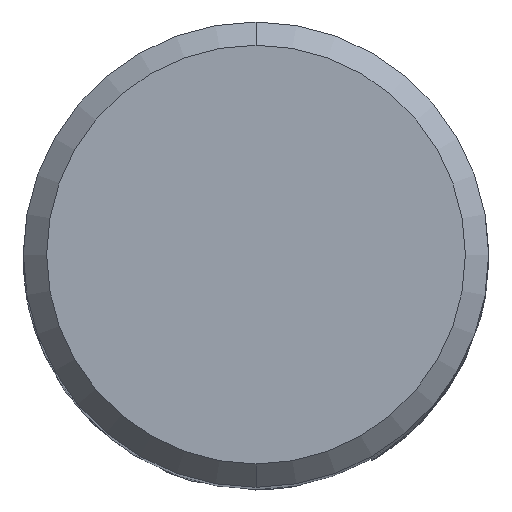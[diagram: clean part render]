
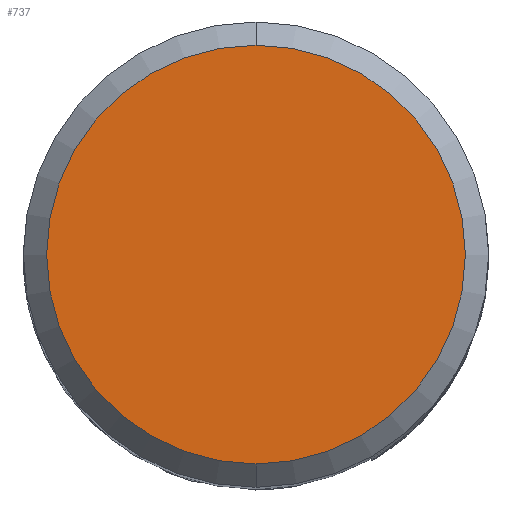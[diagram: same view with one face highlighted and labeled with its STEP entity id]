
A CAD part, top view. The second image highlights one B-rep face of the part: STEP entity #737.
In plain terms, the highlighted planar face has unit normal (0, 0, 1).
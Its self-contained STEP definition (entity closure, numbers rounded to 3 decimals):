
#637=VERTEX_POINT('',#1816);
#649=EDGE_CURVE('',#1283,#637,#1830,.T.);
#737=ADVANCED_FACE('',(#1925),#1926,.T.);
#1049=EDGE_CURVE('',#637,#1283,#2260,.T.);
#1283=VERTEX_POINT('',#2511);
#1816=CARTESIAN_POINT('',(0.0,9.0,0.0));
#1830=CIRCLE('',#3424,9.0);
#1925=FACE_OUTER_BOUND('',#4171,.T.);
#1926=PLANE('',#4172);
#2260=CIRCLE('',#5814,9.0);
#2511=CARTESIAN_POINT('',(0.,-9.0,0.0));
#3424=AXIS2_PLACEMENT_3D('',#10409,#10410,#10411);
#4171=EDGE_LOOP('',(#10514,#10515));
#4172=AXIS2_PLACEMENT_3D('',#10516,#10517,#10518);
#5814=AXIS2_PLACEMENT_3D('',#10814,#10815,#10816);
#10409=CARTESIAN_POINT('',(0.0,0.0,0.0));
#10410=DIRECTION('',(0.0,0.0,-1.0));
#10411=DIRECTION('',(0.0,1.0,0.0));
#10514=ORIENTED_EDGE('',*,*,#1049,.F.);
#10515=ORIENTED_EDGE('',*,*,#649,.F.);
#10516=CARTESIAN_POINT('',(0.0,4.5,0.0));
#10517=DIRECTION('',(-0.0,0.0,1.0));
#10518=DIRECTION('',(0.0,-1.0,0.0));
#10814=CARTESIAN_POINT('',(0.0,0.0,0.0));
#10815=DIRECTION('',(0.0,0.0,-1.0));
#10816=DIRECTION('',(0.0,1.0,0.0));
